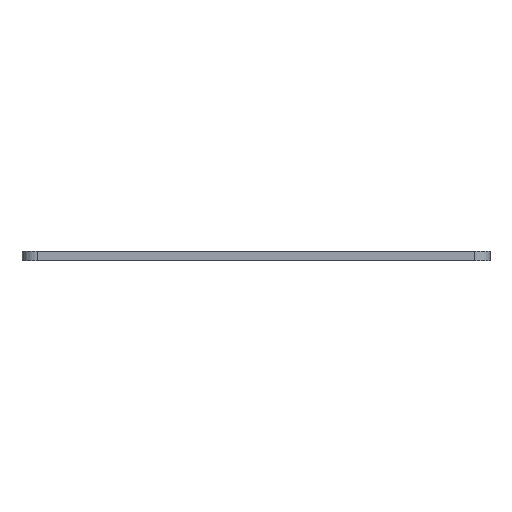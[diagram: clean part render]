
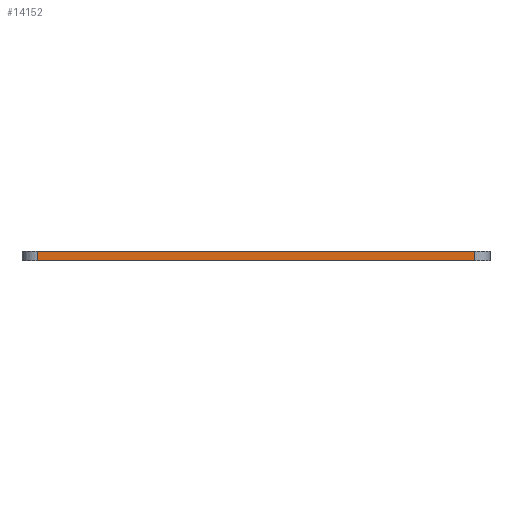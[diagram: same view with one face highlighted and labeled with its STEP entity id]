
A CAD part, left-side view. The second image highlights one B-rep face of the part: STEP entity #14152.
In plain terms, the highlighted planar face has unit normal (-1, 0, 0).
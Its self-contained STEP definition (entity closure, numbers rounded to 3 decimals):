
#84 = PLANE('',#85);
#85 = AXIS2_PLACEMENT_3D('',#86,#87,#88);
#86 = CARTESIAN_POINT('',(101.6,-101.6,1.6));
#87 = DIRECTION('',(0.,0.,1.));
#88 = DIRECTION('',(1.,0.,0.));
#139 = PLANE('',#140);
#140 = AXIS2_PLACEMENT_3D('',#141,#142,#143);
#141 = CARTESIAN_POINT('',(101.6,-101.6,0.));
#142 = DIRECTION('',(0.,0.,1.));
#143 = DIRECTION('',(1.,0.,0.));
#270 = CYLINDRICAL_SURFACE('',#271,2.54);
#271 = AXIS2_PLACEMENT_3D('',#272,#273,#274);
#272 = CARTESIAN_POINT('',(46.355,-65.405,0.));
#273 = DIRECTION('',(0.,0.,-1.));
#274 = DIRECTION('',(1.,0.,0.));
#309 = VERTEX_POINT('',#310);
#310 = CARTESIAN_POINT('',(43.815,-65.405,0.));
#332 = EDGE_CURVE('',#309,#333,#335,.T.);
#333 = VERTEX_POINT('',#334);
#334 = CARTESIAN_POINT('',(43.815,-137.795,0.));
#335 = SURFACE_CURVE('',#336,(#340,#347),.PCURVE_S1.);
#336 = LINE('',#337,#338);
#337 = CARTESIAN_POINT('',(43.815,-65.405,0.));
#338 = VECTOR('',#339,1.);
#339 = DIRECTION('',(0.,-1.,0.));
#340 = PCURVE('',#139,#341);
#341 = DEFINITIONAL_REPRESENTATION('',(#342),#346);
#342 = LINE('',#343,#344);
#343 = CARTESIAN_POINT('',(-57.785,36.195));
#344 = VECTOR('',#345,1.);
#345 = DIRECTION('',(0.,-1.));
#346 = ( GEOMETRIC_REPRESENTATION_CONTEXT(2) 
PARAMETRIC_REPRESENTATION_CONTEXT() REPRESENTATION_CONTEXT('2D SPACE',''
  ) );
#347 = PCURVE('',#348,#353);
#348 = PLANE('',#349);
#349 = AXIS2_PLACEMENT_3D('',#350,#351,#352);
#350 = CARTESIAN_POINT('',(43.815,-65.405,0.));
#351 = DIRECTION('',(1.,0.,0.));
#352 = DIRECTION('',(0.,-1.,0.));
#353 = DEFINITIONAL_REPRESENTATION('',(#354),#358);
#354 = LINE('',#355,#356);
#355 = CARTESIAN_POINT('',(0.,0.));
#356 = VECTOR('',#357,1.);
#357 = DIRECTION('',(1.,0.));
#358 = ( GEOMETRIC_REPRESENTATION_CONTEXT(2) 
PARAMETRIC_REPRESENTATION_CONTEXT() REPRESENTATION_CONTEXT('2D SPACE',''
  ) );
#377 = CYLINDRICAL_SURFACE('',#378,2.54);
#378 = AXIS2_PLACEMENT_3D('',#379,#380,#381);
#379 = CARTESIAN_POINT('',(46.355,-137.795,0.));
#380 = DIRECTION('',(0.,0.,-1.));
#381 = DIRECTION('',(1.,0.,0.));
#7816 = VERTEX_POINT('',#7817);
#7817 = CARTESIAN_POINT('',(43.815,-65.405,1.6));
#7839 = EDGE_CURVE('',#7816,#7840,#7842,.T.);
#7840 = VERTEX_POINT('',#7841);
#7841 = CARTESIAN_POINT('',(43.815,-137.795,1.6));
#7842 = SURFACE_CURVE('',#7843,(#7847,#7854),.PCURVE_S1.);
#7843 = LINE('',#7844,#7845);
#7844 = CARTESIAN_POINT('',(43.815,-65.405,1.6));
#7845 = VECTOR('',#7846,1.);
#7846 = DIRECTION('',(0.,-1.,0.));
#7847 = PCURVE('',#84,#7848);
#7848 = DEFINITIONAL_REPRESENTATION('',(#7849),#7853);
#7849 = LINE('',#7850,#7851);
#7850 = CARTESIAN_POINT('',(-57.785,36.195));
#7851 = VECTOR('',#7852,1.);
#7852 = DIRECTION('',(0.,-1.));
#7853 = ( GEOMETRIC_REPRESENTATION_CONTEXT(2) 
PARAMETRIC_REPRESENTATION_CONTEXT() REPRESENTATION_CONTEXT('2D SPACE',''
  ) );
#7854 = PCURVE('',#348,#7855);
#7855 = DEFINITIONAL_REPRESENTATION('',(#7856),#7860);
#7856 = LINE('',#7857,#7858);
#7857 = CARTESIAN_POINT('',(0.,-1.6));
#7858 = VECTOR('',#7859,1.);
#7859 = DIRECTION('',(1.,0.));
#7860 = ( GEOMETRIC_REPRESENTATION_CONTEXT(2) 
PARAMETRIC_REPRESENTATION_CONTEXT() REPRESENTATION_CONTEXT('2D SPACE',''
  ) );
#14104 = EDGE_CURVE('',#309,#7816,#14105,.T.);
#14105 = SURFACE_CURVE('',#14106,(#14110,#14117),.PCURVE_S1.);
#14106 = LINE('',#14107,#14108);
#14107 = CARTESIAN_POINT('',(43.815,-65.405,0.));
#14108 = VECTOR('',#14109,1.);
#14109 = DIRECTION('',(0.,0.,1.));
#14110 = PCURVE('',#270,#14111);
#14111 = DEFINITIONAL_REPRESENTATION('',(#14112),#14116);
#14112 = LINE('',#14113,#14114);
#14113 = CARTESIAN_POINT('',(-3.142,0.));
#14114 = VECTOR('',#14115,1.);
#14115 = DIRECTION('',(0.,-1.));
#14116 = ( GEOMETRIC_REPRESENTATION_CONTEXT(2) 
PARAMETRIC_REPRESENTATION_CONTEXT() REPRESENTATION_CONTEXT('2D SPACE',''
  ) );
#14117 = PCURVE('',#348,#14118);
#14118 = DEFINITIONAL_REPRESENTATION('',(#14119),#14123);
#14119 = LINE('',#14120,#14121);
#14120 = CARTESIAN_POINT('',(0.,0.));
#14121 = VECTOR('',#14122,1.);
#14122 = DIRECTION('',(0.,-1.));
#14123 = ( GEOMETRIC_REPRESENTATION_CONTEXT(2) 
PARAMETRIC_REPRESENTATION_CONTEXT() REPRESENTATION_CONTEXT('2D SPACE',''
  ) );
#14152 = ADVANCED_FACE('',(#14153),#348,.F.);
#14153 = FACE_BOUND('',#14154,.F.);
#14154 = EDGE_LOOP('',(#14155,#14156,#14157,#14178));
#14155 = ORIENTED_EDGE('',*,*,#14104,.T.);
#14156 = ORIENTED_EDGE('',*,*,#7839,.T.);
#14157 = ORIENTED_EDGE('',*,*,#14158,.F.);
#14158 = EDGE_CURVE('',#333,#7840,#14159,.T.);
#14159 = SURFACE_CURVE('',#14160,(#14164,#14171),.PCURVE_S1.);
#14160 = LINE('',#14161,#14162);
#14161 = CARTESIAN_POINT('',(43.815,-137.795,0.));
#14162 = VECTOR('',#14163,1.);
#14163 = DIRECTION('',(0.,0.,1.));
#14164 = PCURVE('',#348,#14165);
#14165 = DEFINITIONAL_REPRESENTATION('',(#14166),#14170);
#14166 = LINE('',#14167,#14168);
#14167 = CARTESIAN_POINT('',(72.39,0.));
#14168 = VECTOR('',#14169,1.);
#14169 = DIRECTION('',(0.,-1.));
#14170 = ( GEOMETRIC_REPRESENTATION_CONTEXT(2) 
PARAMETRIC_REPRESENTATION_CONTEXT() REPRESENTATION_CONTEXT('2D SPACE',''
  ) );
#14171 = PCURVE('',#377,#14172);
#14172 = DEFINITIONAL_REPRESENTATION('',(#14173),#14177);
#14173 = LINE('',#14174,#14175);
#14174 = CARTESIAN_POINT('',(-3.142,0.));
#14175 = VECTOR('',#14176,1.);
#14176 = DIRECTION('',(0.,-1.));
#14177 = ( GEOMETRIC_REPRESENTATION_CONTEXT(2) 
PARAMETRIC_REPRESENTATION_CONTEXT() REPRESENTATION_CONTEXT('2D SPACE',''
  ) );
#14178 = ORIENTED_EDGE('',*,*,#332,.F.);
